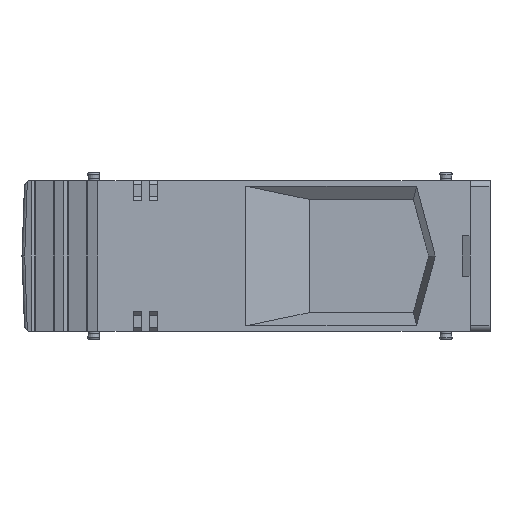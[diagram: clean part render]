
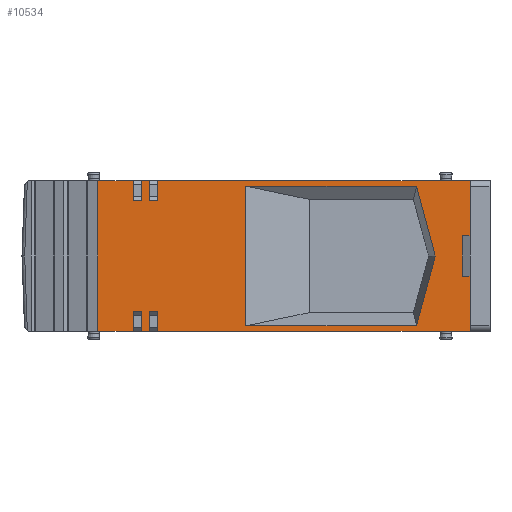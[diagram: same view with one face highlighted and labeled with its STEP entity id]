
A CAD part, left-side view. The second image highlights one B-rep face of the part: STEP entity #10534.
In plain terms, the highlighted face is planar.
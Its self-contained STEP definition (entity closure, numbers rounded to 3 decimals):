
#1200=DIRECTION('',(0.,1.,0.));
#1201=VECTOR('',#1200,1.9);
#1202=CARTESIAN_POINT('',(7.,-48.1,-5.));
#1203=LINE('',#1202,#1201);
#1207=DIRECTION('',(0.,0.,1.));
#1208=VECTOR('',#1207,10.);
#1209=CARTESIAN_POINT('',(7.,-46.2,-5.));
#1210=LINE('',#1209,#1208);
#1214=DIRECTION('',(0.,0.,1.));
#1215=VECTOR('',#1214,13.5);
#1216=CARTESIAN_POINT('',(7.,-48.1,5.));
#1217=LINE('',#1216,#1215);
#1221=DIRECTION('',(0.,0.,-1.));
#1222=VECTOR('',#1221,5.);
#1223=CARTESIAN_POINT('',(7.,28.5,18.5));
#1224=LINE('',#1223,#1222);
#1228=DIRECTION('',(0.,1.,0.));
#1229=VECTOR('',#1228,2.);
#1230=CARTESIAN_POINT('',(7.,28.5,13.5));
#1231=LINE('',#1230,#1229);
#1235=DIRECTION('',(0.,0.,1.));
#1236=VECTOR('',#1235,5.);
#1237=CARTESIAN_POINT('',(7.,30.5,13.5));
#1238=LINE('',#1237,#1236);
#1242=DIRECTION('',(0.,0.,-1.));
#1243=VECTOR('',#1242,5.);
#1244=CARTESIAN_POINT('',(7.,32.5,18.5));
#1245=LINE('',#1244,#1243);
#1249=DIRECTION('',(0.,1.,0.));
#1250=VECTOR('',#1249,2.);
#1251=CARTESIAN_POINT('',(7.,32.5,13.5));
#1252=LINE('',#1251,#1250);
#1256=DIRECTION('',(0.,0.,1.));
#1257=VECTOR('',#1256,5.);
#1258=CARTESIAN_POINT('',(7.,34.5,13.5));
#1259=LINE('',#1258,#1257);
#1263=DIRECTION('',(0.,0.,-1.));
#1264=VECTOR('',#1263,37.);
#1265=CARTESIAN_POINT('',(7.,43.3,18.5));
#1266=LINE('',#1265,#1264);
#1270=DIRECTION('',(0.,-1.,0.));
#1271=VECTOR('',#1270,8.8);
#1272=CARTESIAN_POINT('',(7.,43.3,-18.5));
#1273=LINE('',#1272,#1271);
#1277=DIRECTION('',(0.,-1.,0.));
#1278=VECTOR('',#1277,2.);
#1279=CARTESIAN_POINT('',(7.,32.5,-18.5));
#1280=LINE('',#1279,#1278);
#1284=DIRECTION('',(0.,-1.,0.));
#1285=VECTOR('',#1284,76.6);
#1286=CARTESIAN_POINT('',(7.,28.5,-18.5));
#1287=LINE('',#1286,#1285);
#1291=DIRECTION('',(0.,0.,1.));
#1292=VECTOR('',#1291,13.5);
#1293=CARTESIAN_POINT('',(7.,-48.1,-18.5));
#1294=LINE('',#1293,#1292);
#1298=DIRECTION('',(0.,-0.259,-0.966));
#1299=VECTOR('',#1298,17.782);
#1300=CARTESIAN_POINT('',(7.,-34.965,17.176));
#1301=LINE('',#1300,#1299);
#1305=DIRECTION('',(0.,0.259,-0.966));
#1306=VECTOR('',#1305,17.782);
#1307=CARTESIAN_POINT('',(7.,-39.567,0.));
#1308=LINE('',#1307,#1306);
#1312=DIRECTION('',(0.,1.,0.));
#1313=VECTOR('',#1312,41.954);
#1314=CARTESIAN_POINT('',(7.,-34.965,-17.176));
#1315=LINE('',#1314,#1313);
#1319=DIRECTION('',(0.,0.,1.));
#1320=VECTOR('',#1319,34.351);
#1321=CARTESIAN_POINT('',(7.,6.988,-17.176));
#1322=LINE('',#1321,#1320);
#1375=DIRECTION('',(0.,1.,0.));
#1376=VECTOR('',#1375,1.9);
#1377=CARTESIAN_POINT('',(7.,-48.1,5.));
#1378=LINE('',#1377,#1376);
#1921=DIRECTION('',(0.,-1.,0.));
#1922=VECTOR('',#1921,8.8);
#1923=CARTESIAN_POINT('',(7.,43.3,18.5));
#1924=LINE('',#1923,#1922);
#1935=DIRECTION('',(0.,-1.,0.));
#1936=VECTOR('',#1935,2.);
#1937=CARTESIAN_POINT('',(7.,32.5,18.5));
#1938=LINE('',#1937,#1936);
#1949=DIRECTION('',(0.,-1.,0.));
#1950=VECTOR('',#1949,76.6);
#1951=CARTESIAN_POINT('',(7.,28.5,18.5));
#1952=LINE('',#1951,#1950);
#7870=DIRECTION('',(0.,0.,-1.));
#7871=VECTOR('',#7870,5.);
#7872=CARTESIAN_POINT('',(7.,34.5,-13.5));
#7873=LINE('',#7872,#7871);
#7919=DIRECTION('',(0.,0.,1.));
#7920=VECTOR('',#7919,5.);
#7921=CARTESIAN_POINT('',(7.,32.5,-18.5));
#7922=LINE('',#7921,#7920);
#7947=DIRECTION('',(0.,1.,0.));
#7948=VECTOR('',#7947,2.);
#7949=CARTESIAN_POINT('',(7.,32.5,-13.5));
#7950=LINE('',#7949,#7948);
#7975=DIRECTION('',(0.,0.,-1.));
#7976=VECTOR('',#7975,5.);
#7977=CARTESIAN_POINT('',(7.,30.5,-13.5));
#7978=LINE('',#7977,#7976);
#8024=DIRECTION('',(0.,0.,1.));
#8025=VECTOR('',#8024,5.);
#8026=CARTESIAN_POINT('',(7.,28.5,-18.5));
#8027=LINE('',#8026,#8025);
#8052=DIRECTION('',(0.,1.,0.));
#8053=VECTOR('',#8052,2.);
#8054=CARTESIAN_POINT('',(7.,28.5,-13.5));
#8055=LINE('',#8054,#8053);
#8087=DIRECTION('',(0.,1.,0.));
#8088=VECTOR('',#8087,41.954);
#8089=CARTESIAN_POINT('',(7.,-34.965,17.176));
#8090=LINE('',#8089,#8088);
#8571=CARTESIAN_POINT('',(7.,-48.1,-18.5));
#8573=VERTEX_POINT('',#8571);
#8575=CARTESIAN_POINT('',(7.,28.5,-18.5));
#8576=VERTEX_POINT('',#8575);
#8581=CARTESIAN_POINT('',(7.,30.5,-18.5));
#8582=VERTEX_POINT('',#8581);
#8583=CARTESIAN_POINT('',(7.,32.5,-18.5));
#8584=VERTEX_POINT('',#8583);
#8589=CARTESIAN_POINT('',(7.,34.5,-18.5));
#8590=VERTEX_POINT('',#8589);
#8591=CARTESIAN_POINT('',(7.,43.3,-18.5));
#8592=VERTEX_POINT('',#8591);
#8861=CARTESIAN_POINT('',(7.,-48.1,-5.));
#8862=VERTEX_POINT('',#8861);
#8877=CARTESIAN_POINT('',(7.,-48.1,18.5));
#8878=VERTEX_POINT('',#8877);
#8879=CARTESIAN_POINT('',(7.,-48.1,5.));
#8880=VERTEX_POINT('',#8879);
#8885=CARTESIAN_POINT('',(7.,-46.2,-5.));
#8886=VERTEX_POINT('',#8885);
#8887=CARTESIAN_POINT('',(7.,-46.2,5.));
#8888=VERTEX_POINT('',#8887);
#8889=CARTESIAN_POINT('',(7.,28.5,18.5));
#8890=VERTEX_POINT('',#8889);
#8891=CARTESIAN_POINT('',(7.,28.5,13.5));
#8892=VERTEX_POINT('',#8891);
#8893=CARTESIAN_POINT('',(7.,30.5,13.5));
#8894=VERTEX_POINT('',#8893);
#8895=CARTESIAN_POINT('',(7.,30.5,18.5));
#8896=VERTEX_POINT('',#8895);
#8897=CARTESIAN_POINT('',(7.,32.5,18.5));
#8898=VERTEX_POINT('',#8897);
#8899=CARTESIAN_POINT('',(7.,32.5,13.5));
#8900=VERTEX_POINT('',#8899);
#8901=CARTESIAN_POINT('',(7.,34.5,13.5));
#8902=VERTEX_POINT('',#8901);
#8903=CARTESIAN_POINT('',(7.,34.5,18.5));
#8904=VERTEX_POINT('',#8903);
#8905=CARTESIAN_POINT('',(7.,43.3,18.5));
#8906=VERTEX_POINT('',#8905);
#8907=CARTESIAN_POINT('',(7.,34.5,-13.5));
#8908=VERTEX_POINT('',#8907);
#8909=CARTESIAN_POINT('',(7.,32.5,-13.5));
#8910=VERTEX_POINT('',#8909);
#8911=CARTESIAN_POINT('',(7.,30.5,-13.5));
#8912=VERTEX_POINT('',#8911);
#8913=CARTESIAN_POINT('',(7.,28.5,-13.5));
#8914=VERTEX_POINT('',#8913);
#8915=CARTESIAN_POINT('',(7.,-34.965,17.176));
#8916=CARTESIAN_POINT('',(7.,6.988,17.176));
#8917=VERTEX_POINT('',#8915);
#8918=VERTEX_POINT('',#8916);
#8919=CARTESIAN_POINT('',(7.,-39.567,0.));
#8920=VERTEX_POINT('',#8919);
#8921=CARTESIAN_POINT('',(7.,-34.965,-17.176));
#8922=VERTEX_POINT('',#8921);
#8923=CARTESIAN_POINT('',(7.,6.988,-17.176));
#8924=VERTEX_POINT('',#8923);
#10472=CARTESIAN_POINT('',(7.,34.57,0.));
#10473=DIRECTION('',(1.,0.,0.));
#10474=DIRECTION('',(0.,-1.,0.));
#10475=AXIS2_PLACEMENT_3D('',#10472,#10473,#10474);
#10476=PLANE('',#10475);
#10478=ORIENTED_EDGE('',*,*,#10477,.T.);
#10480=ORIENTED_EDGE('',*,*,#10479,.T.);
#10482=ORIENTED_EDGE('',*,*,#10481,.F.);
#10483=ORIENTED_EDGE('',*,*,#10454,.T.);
#10485=ORIENTED_EDGE('',*,*,#10484,.F.);
#10487=ORIENTED_EDGE('',*,*,#10486,.T.);
#10489=ORIENTED_EDGE('',*,*,#10488,.T.);
#10491=ORIENTED_EDGE('',*,*,#10490,.T.);
#10493=ORIENTED_EDGE('',*,*,#10492,.F.);
#10495=ORIENTED_EDGE('',*,*,#10494,.T.);
#10497=ORIENTED_EDGE('',*,*,#10496,.T.);
#10499=ORIENTED_EDGE('',*,*,#10498,.T.);
#10501=ORIENTED_EDGE('',*,*,#10500,.F.);
#10503=ORIENTED_EDGE('',*,*,#10502,.T.);
#10504=ORIENTED_EDGE('',*,*,#10134,.T.);
#10506=ORIENTED_EDGE('',*,*,#10505,.F.);
#10508=ORIENTED_EDGE('',*,*,#10507,.F.);
#10510=ORIENTED_EDGE('',*,*,#10509,.F.);
#10511=ORIENTED_EDGE('',*,*,#10126,.T.);
#10513=ORIENTED_EDGE('',*,*,#10512,.F.);
#10515=ORIENTED_EDGE('',*,*,#10514,.F.);
#10517=ORIENTED_EDGE('',*,*,#10516,.F.);
#10518=ORIENTED_EDGE('',*,*,#10118,.T.);
#10519=ORIENTED_EDGE('',*,*,#10435,.T.);
#10520=EDGE_LOOP('',(#10478,#10480,#10482,#10483,#10485,#10487,#10489,#10491,
#10493,#10495,#10497,#10499,#10501,#10503,#10504,#10506,#10508,#10510,#10511,
#10513,#10515,#10517,#10518,#10519));
#10521=FACE_OUTER_BOUND('',#10520,.F.);
#10523=ORIENTED_EDGE('',*,*,#10522,.F.);
#10525=ORIENTED_EDGE('',*,*,#10524,.T.);
#10527=ORIENTED_EDGE('',*,*,#10526,.T.);
#10529=ORIENTED_EDGE('',*,*,#10528,.T.);
#10531=ORIENTED_EDGE('',*,*,#10530,.T.);
#10532=EDGE_LOOP('',(#10523,#10525,#10527,#10529,#10531));
#10533=FACE_BOUND('',#10532,.F.);
#10118=EDGE_CURVE('',#8576,#8573,#1287,.T.);
#10126=EDGE_CURVE('',#8584,#8582,#1280,.T.);
#10134=EDGE_CURVE('',#8592,#8590,#1273,.T.);
#10435=EDGE_CURVE('',#8573,#8862,#1294,.T.);
#10454=EDGE_CURVE('',#8880,#8878,#1217,.T.);
#10477=EDGE_CURVE('',#8862,#8886,#1203,.T.);
#10479=EDGE_CURVE('',#8886,#8888,#1210,.T.);
#10481=EDGE_CURVE('',#8880,#8888,#1378,.T.);
#10484=EDGE_CURVE('',#8890,#8878,#1952,.T.);
#10486=EDGE_CURVE('',#8890,#8892,#1224,.T.);
#10488=EDGE_CURVE('',#8892,#8894,#1231,.T.);
#10490=EDGE_CURVE('',#8894,#8896,#1238,.T.);
#10492=EDGE_CURVE('',#8898,#8896,#1938,.T.);
#10494=EDGE_CURVE('',#8898,#8900,#1245,.T.);
#10496=EDGE_CURVE('',#8900,#8902,#1252,.T.);
#10498=EDGE_CURVE('',#8902,#8904,#1259,.T.);
#10500=EDGE_CURVE('',#8906,#8904,#1924,.T.);
#10502=EDGE_CURVE('',#8906,#8592,#1266,.T.);
#10505=EDGE_CURVE('',#8908,#8590,#7873,.T.);
#10507=EDGE_CURVE('',#8910,#8908,#7950,.T.);
#10509=EDGE_CURVE('',#8584,#8910,#7922,.T.);
#10512=EDGE_CURVE('',#8912,#8582,#7978,.T.);
#10514=EDGE_CURVE('',#8914,#8912,#8055,.T.);
#10516=EDGE_CURVE('',#8576,#8914,#8027,.T.);
#10522=EDGE_CURVE('',#8917,#8918,#8090,.T.);
#10524=EDGE_CURVE('',#8917,#8920,#1301,.T.);
#10526=EDGE_CURVE('',#8920,#8922,#1308,.T.);
#10528=EDGE_CURVE('',#8922,#8924,#1315,.T.);
#10530=EDGE_CURVE('',#8924,#8918,#1322,.T.);
#10534=ADVANCED_FACE('',(#10521,#10533),#10476,.T.);
